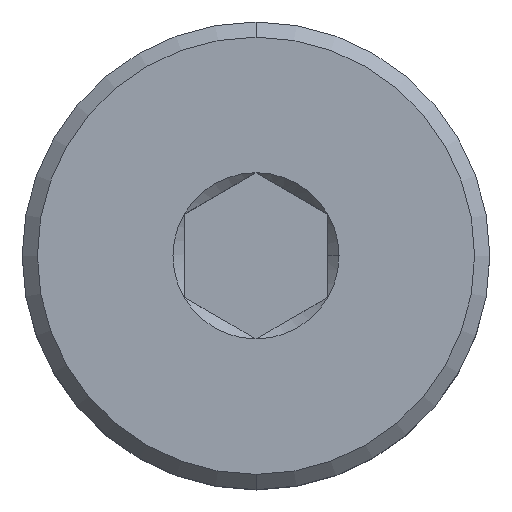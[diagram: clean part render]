
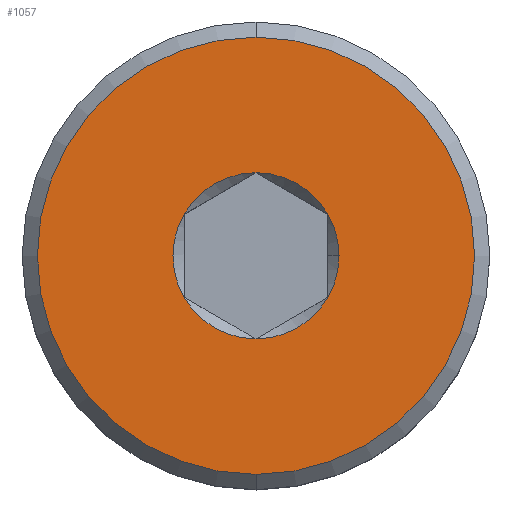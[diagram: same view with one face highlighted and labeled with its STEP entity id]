
A CAD part, top view. The second image highlights one B-rep face of the part: STEP entity #1057.
In plain terms, the highlighted planar face has unit normal (0, 0, 1).
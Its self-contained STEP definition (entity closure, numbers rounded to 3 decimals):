
#6 = ORIENTED_EDGE ( 'NONE', *, *, #3195, .F. ) ;
#71 = DIRECTION ( 'NONE',  ( 1., 0., 0. ) ) ;
#84 = DIRECTION ( 'NONE',  ( 0., 0., 1. ) ) ;
#91 = CARTESIAN_POINT ( 'NONE',  ( 0., 0., 0. ) ) ;
#95 = CARTESIAN_POINT ( 'NONE',  ( 0., 0., 0. ) ) ;
#267 = DIRECTION ( 'NONE',  ( 0., 0., 1. ) ) ;
#303 = CARTESIAN_POINT ( 'NONE',  ( -2., 1.155, 0. ) ) ;
#311 = AXIS2_PLACEMENT_3D ( 'NONE', #842, #424, #1388 ) ;
#336 = CIRCLE ( 'NONE', #1662, 2.309 ) ;
#349 = CARTESIAN_POINT ( 'NONE',  ( 0., 0., 0. ) ) ;
#356 = DIRECTION ( 'NONE',  ( 0., 0., 1. ) ) ;
#362 = DIRECTION ( 'NONE',  ( 0., -1., 0. ) ) ;
#412 = EDGE_CURVE ( 'NONE', #3025, #3175, #336, .T. ) ;
#424 = DIRECTION ( 'NONE',  ( 0., 0., 1. ) ) ;
#426 = DIRECTION ( 'NONE',  ( 0., 0., 1. ) ) ;
#439 = VERTEX_POINT ( 'NONE', #1733 ) ;
#474 = ORIENTED_EDGE ( 'NONE', *, *, #2776, .T. ) ;
#524 = DIRECTION ( 'NONE',  ( 1., 0., 0. ) ) ;
#541 = DIRECTION ( 'NONE',  ( 0., 0., 1. ) ) ;
#546 = CARTESIAN_POINT ( 'NONE',  ( 0., 0., 0. ) ) ;
#547 = EDGE_CURVE ( 'NONE', #439, #3296, #1447, .T. ) ;
#553 = AXIS2_PLACEMENT_3D ( 'NONE', #2224, #2727, #2267 ) ;
#587 = CIRCLE ( 'NONE', #311, 2.309 ) ;
#842 = CARTESIAN_POINT ( 'NONE',  ( 0., 0., 0. ) ) ;
#966 = CARTESIAN_POINT ( 'NONE',  ( 0., -2.309, 0. ) ) ;
#1057 = ADVANCED_FACE ( 'NONE', ( #2842, #1377 ), #1875, .T. ) ;
#1085 = VERTEX_POINT ( 'NONE', #1975 ) ;
#1175 = DIRECTION ( 'NONE',  ( 0., -1., 0. ) ) ;
#1187 = DIRECTION ( 'NONE',  ( 0., 0., 1. ) ) ;
#1197 = CARTESIAN_POINT ( 'NONE',  ( 0., 0., 0. ) ) ;
#1256 = CIRCLE ( 'NONE', #553, 2.309 ) ;
#1267 = EDGE_LOOP ( 'NONE', ( #2275, #1859, #6, #1679, #2105, #3256, #1582 ) ) ;
#1352 = AXIS2_PLACEMENT_3D ( 'NONE', #1916, #1925, #1928 ) ;
#1377 = FACE_OUTER_BOUND ( 'NONE', #3365, .T. ) ;
#1388 = DIRECTION ( 'NONE',  ( 1., 0., 0. ) ) ;
#1410 = CARTESIAN_POINT ( 'NONE',  ( 0., 2.309, 0. ) ) ;
#1447 = CIRCLE ( 'NONE', #2961, 6.077 ) ;
#1462 = CIRCLE ( 'NONE', #1818, 6.077 ) ;
#1582 = ORIENTED_EDGE ( 'NONE', *, *, #2885, .F. ) ;
#1657 = VERTEX_POINT ( 'NONE', #3327 ) ;
#1662 = AXIS2_PLACEMENT_3D ( 'NONE', #546, #541, #524 ) ;
#1670 = CARTESIAN_POINT ( 'NONE',  ( 2., -1.155, 0. ) ) ;
#1679 = ORIENTED_EDGE ( 'NONE', *, *, #2816, .F. ) ;
#1691 = DIRECTION ( 'NONE',  ( 0., 0., 1. ) ) ;
#1733 = CARTESIAN_POINT ( 'NONE',  ( 0., -6.077, 0. ) ) ;
#1818 = AXIS2_PLACEMENT_3D ( 'NONE', #1197, #1187, #1175 ) ;
#1859 = ORIENTED_EDGE ( 'NONE', *, *, #1877, .F. ) ;
#1875 = PLANE ( 'NONE',  #1352 ) ;
#1877 = EDGE_CURVE ( 'NONE', #1085, #3332, #1256, .T. ) ;
#1900 = VERTEX_POINT ( 'NONE', #1670 ) ;
#1916 = CARTESIAN_POINT ( 'NONE',  ( 0., 0., 0. ) ) ;
#1925 = DIRECTION ( 'NONE',  ( 0., 0., 1. ) ) ;
#1928 = DIRECTION ( 'NONE',  ( 0., -1., 0. ) ) ;
#1975 = CARTESIAN_POINT ( 'NONE',  ( -2., -1.155, 0. ) ) ;
#2031 = CARTESIAN_POINT ( 'NONE',  ( 0., 0., 0. ) ) ;
#2105 = ORIENTED_EDGE ( 'NONE', *, *, #412, .F. ) ;
#2224 = CARTESIAN_POINT ( 'NONE',  ( 0., 0., 0. ) ) ;
#2231 = VERTEX_POINT ( 'NONE', #303 ) ;
#2267 = DIRECTION ( 'NONE',  ( 1., 0., 0. ) ) ;
#2275 = ORIENTED_EDGE ( 'NONE', *, *, #2392, .F. ) ;
#2287 = DIRECTION ( 'NONE',  ( 1., 0., 0. ) ) ;
#2326 = AXIS2_PLACEMENT_3D ( 'NONE', #2031, #267, #2287 ) ;
#2392 = EDGE_CURVE ( 'NONE', #3332, #1900, #587, .T. ) ;
#2466 = AXIS2_PLACEMENT_3D ( 'NONE', #95, #84, #71 ) ;
#2549 = CARTESIAN_POINT ( 'NONE',  ( 0., 6.077, 0. ) ) ;
#2726 = CIRCLE ( 'NONE', #2466, 2.309 ) ;
#2727 = DIRECTION ( 'NONE',  ( 0., 0., 1. ) ) ;
#2776 = EDGE_CURVE ( 'NONE', #3296, #439, #1462, .T. ) ;
#2816 = EDGE_CURVE ( 'NONE', #3175, #2231, #2726, .T. ) ;
#2820 = AXIS2_PLACEMENT_3D ( 'NONE', #91, #426, #3279 ) ;
#2842 = FACE_BOUND ( 'NONE', #1267, .T. ) ;
#2878 = CARTESIAN_POINT ( 'NONE',  ( 2., 1.155, 0. ) ) ;
#2885 = EDGE_CURVE ( 'NONE', #1900, #1657, #3013, .T. ) ;
#2951 = AXIS2_PLACEMENT_3D ( 'NONE', #3095, #1691, #3303 ) ;
#2961 = AXIS2_PLACEMENT_3D ( 'NONE', #349, #356, #362 ) ;
#3001 = CIRCLE ( 'NONE', #2951, 2.309 ) ;
#3013 = CIRCLE ( 'NONE', #2820, 2.309 ) ;
#3024 = EDGE_CURVE ( 'NONE', #1657, #3025, #3001, .T. ) ;
#3025 = VERTEX_POINT ( 'NONE', #2878 ) ;
#3095 = CARTESIAN_POINT ( 'NONE',  ( 0., 0., 0. ) ) ;
#3172 = CIRCLE ( 'NONE', #2326, 2.309 ) ;
#3175 = VERTEX_POINT ( 'NONE', #1410 ) ;
#3195 = EDGE_CURVE ( 'NONE', #2231, #1085, #3172, .T. ) ;
#3256 = ORIENTED_EDGE ( 'NONE', *, *, #3024, .F. ) ;
#3279 = DIRECTION ( 'NONE',  ( 1., 0., 0. ) ) ;
#3296 = VERTEX_POINT ( 'NONE', #2549 ) ;
#3300 = ORIENTED_EDGE ( 'NONE', *, *, #547, .T. ) ;
#3303 = DIRECTION ( 'NONE',  ( 1., 0., 0. ) ) ;
#3327 = CARTESIAN_POINT ( 'NONE',  ( 2.309, 0., 0. ) ) ;
#3332 = VERTEX_POINT ( 'NONE', #966 ) ;
#3365 = EDGE_LOOP ( 'NONE', ( #474, #3300 ) ) ;
